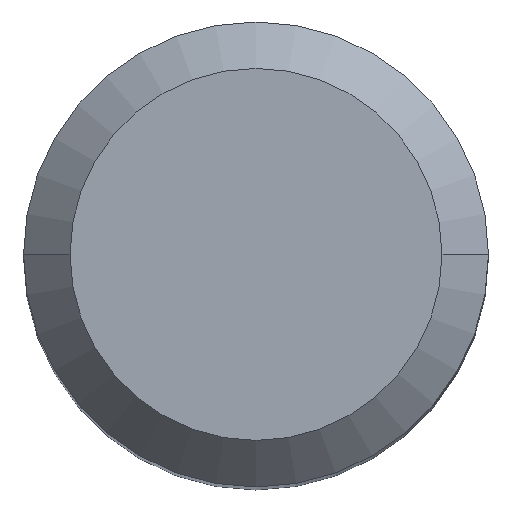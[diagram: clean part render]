
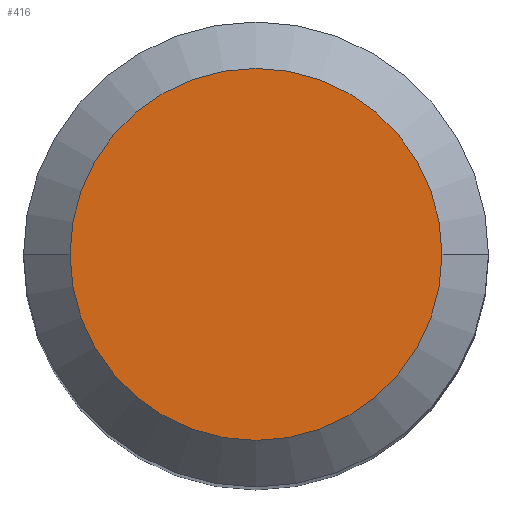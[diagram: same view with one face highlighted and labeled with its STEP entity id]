
A CAD part, top view. The second image highlights one B-rep face of the part: STEP entity #416.
In plain terms, the highlighted planar face has unit normal (0, 0, 1).
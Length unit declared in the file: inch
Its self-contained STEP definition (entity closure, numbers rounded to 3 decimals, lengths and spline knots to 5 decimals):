
#14 = DIRECTION ( 'NONE',  ( 1., 0., 0. ) ) ;
#51 = ORIENTED_EDGE ( 'NONE', *, *, #169, .T. ) ;
#52 = DIRECTION ( 'NONE',  ( 0., 0., -1. ) ) ;
#58 = VERTEX_POINT ( 'NONE', #87 ) ;
#75 = EDGE_LOOP ( 'NONE', ( #51, #83 ) ) ;
#83 = ORIENTED_EDGE ( 'NONE', *, *, #451, .T. ) ;
#87 = CARTESIAN_POINT ( 'NONE',  ( -0.18896, 0., 0. ) ) ;
#107 = AXIS2_PLACEMENT_3D ( 'NONE', #308, #52, #463 ) ;
#114 = FACE_OUTER_BOUND ( 'NONE', #75, .T. ) ;
#132 = DIRECTION ( 'NONE',  ( 1., 0., 0. ) ) ;
#169 = EDGE_CURVE ( 'NONE', #58, #484, #270, .T. ) ;
#197 = CIRCLE ( 'NONE', #214, 0.18896 ) ;
#214 = AXIS2_PLACEMENT_3D ( 'NONE', #235, #386, #132 ) ;
#235 = CARTESIAN_POINT ( 'NONE',  ( 0., 0., 0. ) ) ;
#258 = CARTESIAN_POINT ( 'NONE',  ( 0., 0., 0. ) ) ;
#265 = CARTESIAN_POINT ( 'NONE',  ( 0.18896, 0., 0. ) ) ;
#270 = CIRCLE ( 'NONE', #363, 0.18896 ) ;
#308 = CARTESIAN_POINT ( 'NONE',  ( 0., 0., 0. ) ) ;
#363 = AXIS2_PLACEMENT_3D ( 'NONE', #258, #412, #14 ) ;
#376 = PLANE ( 'NONE',  #107 ) ;
#386 = DIRECTION ( 'NONE',  ( 0., 0., 1. ) ) ;
#412 = DIRECTION ( 'NONE',  ( 0., 0., 1. ) ) ;
#416 = ADVANCED_FACE ( 'NONE', ( #114 ), #376, .F. ) ;
#451 = EDGE_CURVE ( 'NONE', #484, #58, #197, .T. ) ;
#463 = DIRECTION ( 'NONE',  ( -1., 0., 0. ) ) ;
#484 = VERTEX_POINT ( 'NONE', #265 ) ;
